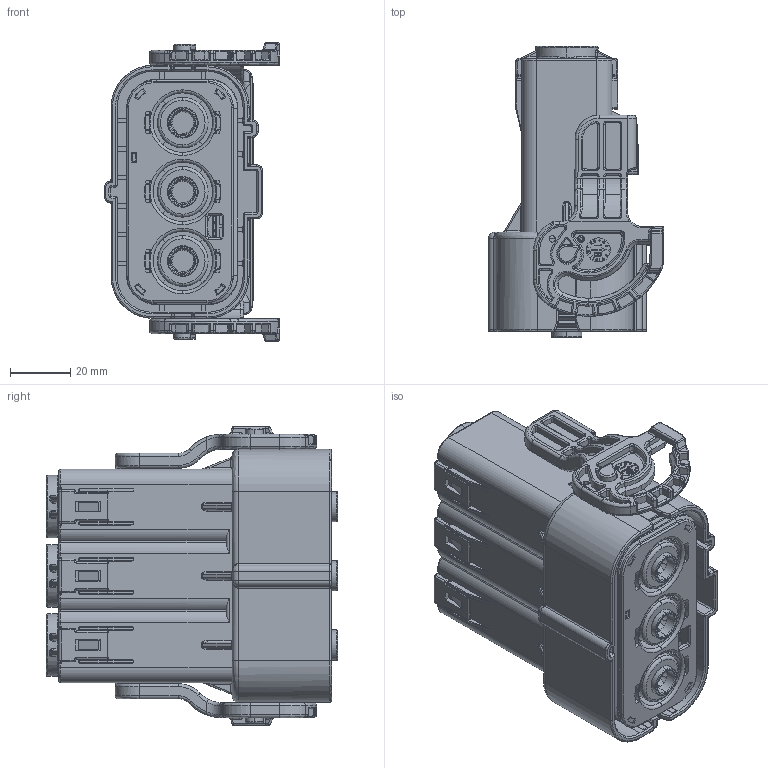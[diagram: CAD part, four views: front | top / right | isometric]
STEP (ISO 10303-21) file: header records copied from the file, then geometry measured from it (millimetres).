
FILE_DESCRIPTION (( 'STEP AP203' ), '1' );
FILE_NAME ('1.STEP', '2019-11-15T08:12:30', ( 'yguser' ), ( 'yongguikeji' ), 'SwSTEP 2.0', 'SolidWorks 2018', '' );
FILE_SCHEMA (( 'CONFIG_CONTROL_DESIGN' ));
Products named in the file (1): 1
Bounding box: 58.24 x 96.75 x 99.2 mm (x, y, z)
Volume: 215616.1 mm3; surface area: 96144.2 mm2
Topology: 1 solids, 3 shells, 5112 faces, 13528 edges, 8359 vertices
Faces by surface type: plane 2090, cylinder 1371, bspline 1065, cone 364, torus 206, sphere 16
Entity records: 193394 total; most frequent: CARTESIAN_POINT 75952, ORIENTED_EDGE 26786, DIRECTION 21474, EDGE_CURVE 13393, VERTEX_POINT 8358, AXIS2_PLACEMENT_3D 7249, LINE 6976, VECTOR 6976
